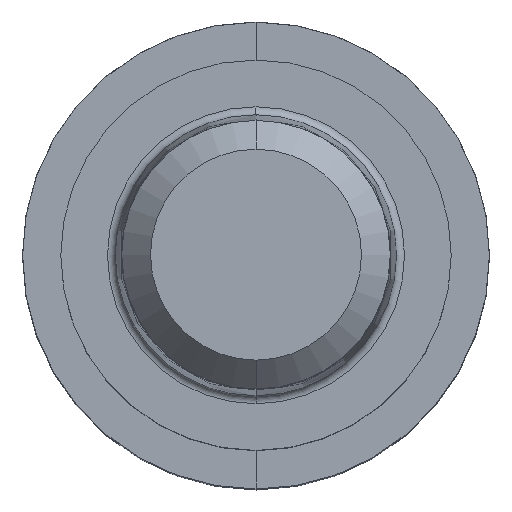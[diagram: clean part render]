
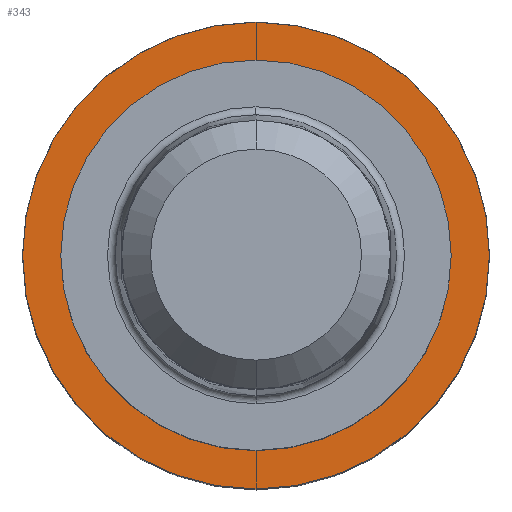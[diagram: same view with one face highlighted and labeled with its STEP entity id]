
A CAD part, top view. The second image highlights one B-rep face of the part: STEP entity #343.
In plain terms, the highlighted planar face has unit normal (0, 0, 1).
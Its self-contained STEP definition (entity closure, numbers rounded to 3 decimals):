
#199=EDGE_CURVE('',#379,#239,#518,.T.);
#239=VERTEX_POINT('',#564);
#265=VERTEX_POINT('',#594);
#343=ADVANCED_FACE('',(#683,#684),#685,.T.);
#355=EDGE_CURVE('',#239,#379,#697,.T.);
#359=EDGE_CURVE('',#265,#437,#701,.T.);
#379=VERTEX_POINT('',#725);
#437=VERTEX_POINT('',#791);
#465=EDGE_CURVE('',#437,#265,#824,.T.);
#518=CIRCLE('',#878,5.85);
#564=CARTESIAN_POINT('',(0.,-5.85,-5.99));
#594=CARTESIAN_POINT('',(0.0,6.995,-5.99));
#683=FACE_OUTER_BOUND('',#1088,.T.);
#684=FACE_BOUND('',#1089,.T.);
#685=PLANE('',#1090);
#697=CIRCLE('',#1106,5.85);
#701=CIRCLE('',#1112,6.995);
#725=CARTESIAN_POINT('',(0.0,5.85,-5.99));
#791=CARTESIAN_POINT('',(0.,-6.995,-5.99));
#824=CIRCLE('',#1264,6.995);
#878=AXIS2_PLACEMENT_3D('',#1297,#1298,#1299);
#1088=EDGE_LOOP('',(#1527,#1528));
#1089=EDGE_LOOP('',(#1529,#1530));
#1090=AXIS2_PLACEMENT_3D('',#1531,#1532,#1533);
#1106=AXIS2_PLACEMENT_3D('',#1538,#1539,#1540);
#1112=AXIS2_PLACEMENT_3D('',#1544,#1545,#1546);
#1264=AXIS2_PLACEMENT_3D('',#1713,#1714,#1715);
#1297=CARTESIAN_POINT('',(0.0,0.0,-5.99));
#1298=DIRECTION('',(0.0,0.0,-1.0));
#1299=DIRECTION('',(0.0,1.0,0.0));
#1527=ORIENTED_EDGE('',*,*,#359,.F.);
#1528=ORIENTED_EDGE('',*,*,#465,.F.);
#1529=ORIENTED_EDGE('',*,*,#199,.T.);
#1530=ORIENTED_EDGE('',*,*,#355,.T.);
#1531=CARTESIAN_POINT('',(0.0,6.422,-5.99));
#1532=DIRECTION('',(-0.0,0.0,1.0));
#1533=DIRECTION('',(0.0,-1.0,0.0));
#1538=CARTESIAN_POINT('',(0.0,0.0,-5.99));
#1539=DIRECTION('',(0.0,0.0,-1.0));
#1540=DIRECTION('',(0.0,1.0,0.0));
#1544=CARTESIAN_POINT('',(0.0,0.0,-5.99));
#1545=DIRECTION('',(0.0,0.0,-1.0));
#1546=DIRECTION('',(0.0,1.0,0.0));
#1713=CARTESIAN_POINT('',(0.0,0.0,-5.99));
#1714=DIRECTION('',(0.0,0.0,-1.0));
#1715=DIRECTION('',(0.0,1.0,0.0));
